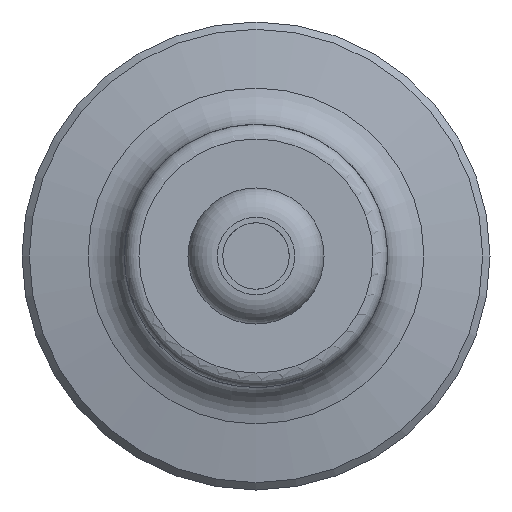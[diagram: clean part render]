
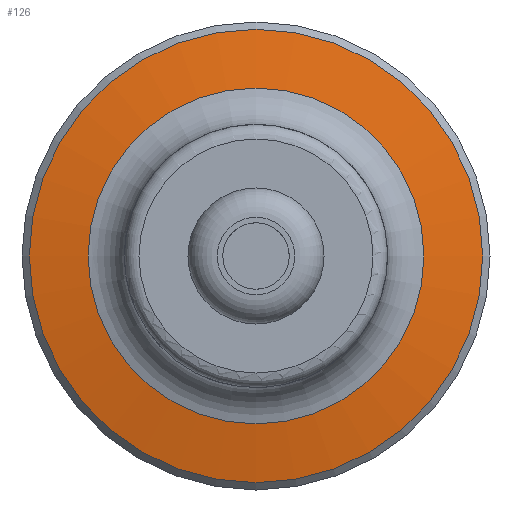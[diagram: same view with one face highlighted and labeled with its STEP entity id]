
A CAD part, front view. The second image highlights one B-rep face of the part: STEP entity #126.
In plain terms, the highlighted conical face has half-angle 80 degrees and reference radius 15.5 mm.
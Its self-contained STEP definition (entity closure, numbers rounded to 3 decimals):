
#126 = ADVANCED_FACE( '', ( #343, #344 ), #345, .T. );
#343 = FACE_BOUND( '', #729, .T. );
#344 = FACE_OUTER_BOUND( '', #730, .T. );
#345 = CONICAL_SURFACE( '', #731, 15.5, 1.396 );
#729 = EDGE_LOOP( '', ( #1425 ) );
#730 = EDGE_LOOP( '', ( #1426 ) );
#731 = AXIS2_PLACEMENT_3D( '', #1427, #1428, #1429 );
#1425 = ORIENTED_EDGE( '', *, *, #2054, .F. );
#1426 = ORIENTED_EDGE( '', *, *, #2055, .T. );
#1427 = CARTESIAN_POINT( '', ( 0., 55.2, 0. ) );
#1428 = DIRECTION( '', ( 0., 1., 0. ) );
#1429 = DIRECTION( '', ( 1., 0., 0. ) );
#2054 = EDGE_CURVE( '', #2282, #2282, #2283, .T. );
#2055 = EDGE_CURVE( '', #2284, #2284, #2285, .F. );
#2282 = VERTEX_POINT( '', #2608 );
#2283 = CIRCLE( '', #2609, 11.479 );
#2284 = VERTEX_POINT( '', #2610 );
#2285 = CIRCLE( '', #2611, 15.5 );
#2608 = CARTESIAN_POINT( '', ( -11.479, 54.491, 0. ) );
#2609 = AXIS2_PLACEMENT_3D( '', #3505, #3506, #3507 );
#2610 = CARTESIAN_POINT( '', ( 15.5, 55.2, 0. ) );
#2611 = AXIS2_PLACEMENT_3D( '', #3508, #3509, #3510 );
#3505 = CARTESIAN_POINT( '', ( 0., 54.491, 0. ) );
#3506 = DIRECTION( '', ( 0., -1., 0. ) );
#3507 = DIRECTION( '', ( -1., 0., 0. ) );
#3508 = CARTESIAN_POINT( '', ( 0., 55.2, 0. ) );
#3509 = DIRECTION( '', ( 0., 1., 0. ) );
#3510 = DIRECTION( '', ( 1., 0., 0. ) );
